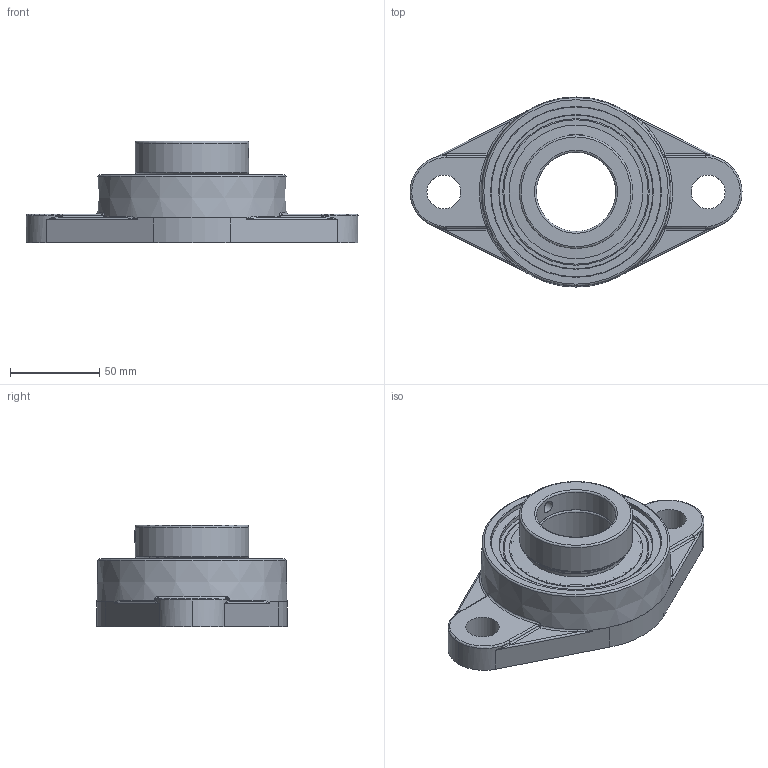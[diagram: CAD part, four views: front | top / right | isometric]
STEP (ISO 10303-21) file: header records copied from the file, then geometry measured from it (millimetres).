
FILE_DESCRIPTION(('HOOPS Exchange Step'),'2;1');
FILE_NAME('export-8F6E0BF6-C660-42EB-A3E3-AD8F1CEDA290.stp','2020-05-15T12:43:18-07:00',('dkerr'),('Alibre'),'HOOPS Exchange 2020.0','Alibre','Unknown authorisation');
FILE_SCHEMA( ('AP242_MANAGED_MODEL_BASED_3D_ENGINEERING_MIM_LF {1 0 10303 442 1 1 4 }') );
Length unit declared in the file: inch
Products named in the file (8): MRN SFLM L4L 209; SNC 209 (Ball Bearing); SNC 209 (Shield); SNC 209 (Setscrew); SNC 209-28 (Collar); SNC 209-28 L4L (1.750inch) (Race); MRN SNC 209-28 L4L (1.750inch); MRN SNCFLM 209-28 L4L (1.750inch)
Assembly tree (8 placements, depth 3):
  MRN SNCFLM 209-28 L4L (1.750inch)
    MRN SFLM L4L 209
    MRN SNC 209-28 L4L (1.750inch)
      SNC 209 (Ball Bearing)
      SNC 209 (Shield)  x2
      SNC 209 (Setscrew)
      SNC 209-28 (Collar)
      SNC 209-28 L4L (1.750inch) (Race)
Bounding box: 186 x 106.5 x 56.89 mm (x, y, z)
Volume: 269770.5 mm3; surface area: 92232 mm2
Topology: 16 solids, 16 shells, 176 faces, 452 edges, 284 vertices
Faces by surface type: cylinder 52, plane 47, torus 28, sphere 20, bspline 16, cone 13
Full cylindrical faces by diameter (mm): 6.782 x3, 19 x2, 44.45 x2, 50.292 x2, 57.15 x4, 57.912 x2, 63.5 x1, 71.381 x2, 74.93 x2, 86.104 x1, 88.104 x1, 95.22 x1
Entity records: 13030 total; most frequent: CARTESIAN_POINT 8752, DIRECTION 921, ORIENTED_EDGE 806, AXIS2_PLACEMENT_3D 405, EDGE_CURVE 403, VERTEX_POINT 270, CIRCLE 228, EDGE_LOOP 191
